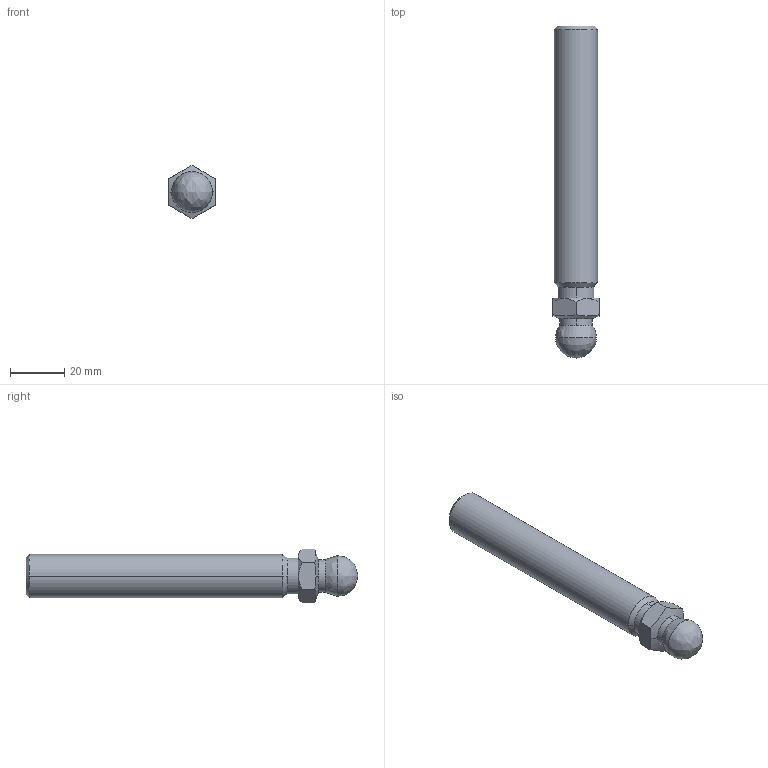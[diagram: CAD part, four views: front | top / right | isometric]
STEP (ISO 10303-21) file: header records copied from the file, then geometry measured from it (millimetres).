
FILE_DESCRIPTION (( 'STEP AP203' ), '1' );
FILE_NAME ('162938.step', '2023-01-11T15:33:01', ( '' ), ( '' ), 'SwSTEP 2.0', 'SolidWorks 2021', '' );
FILE_SCHEMA (( 'CONFIG_CONTROL_DESIGN' ));
Length unit declared in the file: inch
Products named in the file (1): 162938
Bounding box: 17 x 122 x 19.63 mm (x, y, z)
Volume: 23406.3 mm3; surface area: 6443.9 mm2
Topology: 1 solids, 1 shells, 24 faces, 64 edges, 40 vertices
Faces by surface type: cone 8, plane 8, cylinder 6, bspline 2
Entity records: 1359 total; most frequent: CARTESIAN_POINT 735, ORIENTED_EDGE 120, DIRECTION 102, EDGE_CURVE 60, AXIS2_PLACEMENT_3D 41, VERTEX_POINT 40, EDGE_LOOP 26, ADVANCED_FACE 24
